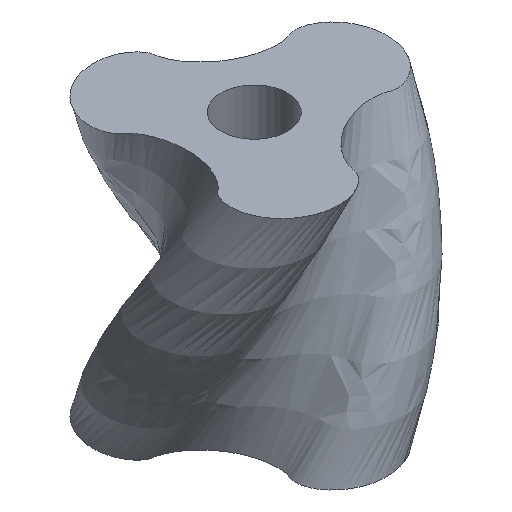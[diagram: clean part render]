
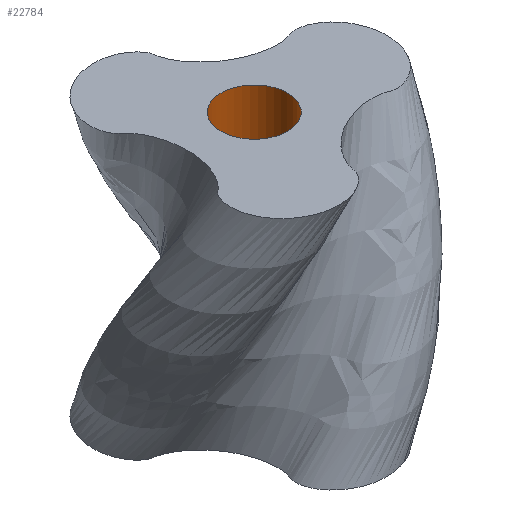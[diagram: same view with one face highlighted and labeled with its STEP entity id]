
A CAD part, isometric view. The second image highlights one B-rep face of the part: STEP entity #22784.
In plain terms, the highlighted cylindrical face has radius 2 mm (diameter 4 mm), a full revolution.
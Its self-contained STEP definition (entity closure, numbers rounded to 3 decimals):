
#16533 = PLANE('',#16534);
#16534 = AXIS2_PLACEMENT_3D('',#16535,#16536,#16537);
#16535 = CARTESIAN_POINT('',(0.,0.,15.)
  );
#16536 = DIRECTION('',(0.,0.,1.));
#16537 = DIRECTION('',(1.,0.,-0.));
#20656 = PLANE('',#20657);
#20657 = AXIS2_PLACEMENT_3D('',#20658,#20659,#20660);
#20658 = CARTESIAN_POINT('',(0.,0.,
    0.));
#20659 = DIRECTION('',(0.,0.,1.));
#20660 = DIRECTION('',(1.,0.,-0.));
#22722 = EDGE_CURVE('',#22723,#22723,#22725,.T.);
#22723 = VERTEX_POINT('',#22724);
#22724 = CARTESIAN_POINT('',(2.,0.,0.));
#22725 = SURFACE_CURVE('',#22726,(#22731,#22738),.PCURVE_S1.);
#22726 = CIRCLE('',#22727,2.);
#22727 = AXIS2_PLACEMENT_3D('',#22728,#22729,#22730);
#22728 = CARTESIAN_POINT('',(0.,0.,
    0.));
#22729 = DIRECTION('',(0.,0.,1.));
#22730 = DIRECTION('',(1.,0.,-0.));
#22731 = PCURVE('',#20656,#22732);
#22732 = DEFINITIONAL_REPRESENTATION('',(#22733),#22737);
#22733 = CIRCLE('',#22734,2.);
#22734 = AXIS2_PLACEMENT_2D('',#22735,#22736);
#22735 = CARTESIAN_POINT('',(0.,0.));
#22736 = DIRECTION('',(1.,0.));
#22737 = ( GEOMETRIC_REPRESENTATION_CONTEXT(2) 
PARAMETRIC_REPRESENTATION_CONTEXT() REPRESENTATION_CONTEXT('2D SPACE',''
  ) );
#22738 = PCURVE('',#22739,#22744);
#22739 = CYLINDRICAL_SURFACE('',#22740,2.);
#22740 = AXIS2_PLACEMENT_3D('',#22741,#22742,#22743);
#22741 = CARTESIAN_POINT('',(0.,0.,-1.571));
#22742 = DIRECTION('',(-0.,-0.,-1.));
#22743 = DIRECTION('',(1.,0.,0.));
#22744 = DEFINITIONAL_REPRESENTATION('',(#22745),#22749);
#22745 = LINE('',#22746,#22747);
#22746 = CARTESIAN_POINT('',(-0.,-1.571));
#22747 = VECTOR('',#22748,1.);
#22748 = DIRECTION('',(-1.,-0.));
#22749 = ( GEOMETRIC_REPRESENTATION_CONTEXT(2) 
PARAMETRIC_REPRESENTATION_CONTEXT() REPRESENTATION_CONTEXT('2D SPACE',''
  ) );
#22757 = EDGE_CURVE('',#22758,#22758,#22760,.T.);
#22758 = VERTEX_POINT('',#22759);
#22759 = CARTESIAN_POINT('',(2.,0.,15.));
#22760 = SURFACE_CURVE('',#22761,(#22766,#22777),.PCURVE_S1.);
#22761 = CIRCLE('',#22762,2.);
#22762 = AXIS2_PLACEMENT_3D('',#22763,#22764,#22765);
#22763 = CARTESIAN_POINT('',(0.,0.,15.));
#22764 = DIRECTION('',(0.,0.,-1.));
#22765 = DIRECTION('',(1.,0.,0.));
#22766 = PCURVE('',#16533,#22767);
#22767 = DEFINITIONAL_REPRESENTATION('',(#22768),#22776);
#22768 = ( BOUNDED_CURVE() B_SPLINE_CURVE(2,(#22769,#22770,#22771,#22772
    ,#22773,#22774,#22775),.UNSPECIFIED.,.T.,.F.) 
B_SPLINE_CURVE_WITH_KNOTS((1,2,2,2,2,1),(-2.094,0.,
    2.094,4.189,6.283,8.378),
.UNSPECIFIED.) CURVE() GEOMETRIC_REPRESENTATION_ITEM() 
RATIONAL_B_SPLINE_CURVE((1.,0.5,1.,0.5,1.,0.5,1.)) REPRESENTATION_ITEM(
  '') );
#22769 = CARTESIAN_POINT('',(2.,0.));
#22770 = CARTESIAN_POINT('',(2.,-3.464));
#22771 = CARTESIAN_POINT('',(-1.,-1.732));
#22772 = CARTESIAN_POINT('',(-4.,0.));
#22773 = CARTESIAN_POINT('',(-1.,1.732));
#22774 = CARTESIAN_POINT('',(2.,3.464));
#22775 = CARTESIAN_POINT('',(2.,0.));
#22776 = ( GEOMETRIC_REPRESENTATION_CONTEXT(2) 
PARAMETRIC_REPRESENTATION_CONTEXT() REPRESENTATION_CONTEXT('2D SPACE',''
  ) );
#22777 = PCURVE('',#22739,#22778);
#22778 = DEFINITIONAL_REPRESENTATION('',(#22779),#22783);
#22779 = LINE('',#22780,#22781);
#22780 = CARTESIAN_POINT('',(-6.283,-16.571));
#22781 = VECTOR('',#22782,1.);
#22782 = DIRECTION('',(1.,-0.));
#22783 = ( GEOMETRIC_REPRESENTATION_CONTEXT(2) 
PARAMETRIC_REPRESENTATION_CONTEXT() REPRESENTATION_CONTEXT('2D SPACE',''
  ) );
#22784 = ADVANCED_FACE('',(#22785),#22739,.F.);
#22785 = FACE_BOUND('',#22786,.T.);
#22786 = EDGE_LOOP('',(#22787,#22788,#22809,#22810));
#22787 = ORIENTED_EDGE('',*,*,#22722,.F.);
#22788 = ORIENTED_EDGE('',*,*,#22789,.T.);
#22789 = EDGE_CURVE('',#22723,#22758,#22790,.T.);
#22790 = SEAM_CURVE('',#22791,(#22795,#22802),.PCURVE_S1.);
#22791 = LINE('',#22792,#22793);
#22792 = CARTESIAN_POINT('',(2.,0.,-1.571));
#22793 = VECTOR('',#22794,1.);
#22794 = DIRECTION('',(0.,0.,1.));
#22795 = PCURVE('',#22739,#22796);
#22796 = DEFINITIONAL_REPRESENTATION('',(#22797),#22801);
#22797 = LINE('',#22798,#22799);
#22798 = CARTESIAN_POINT('',(-0.,0.));
#22799 = VECTOR('',#22800,1.);
#22800 = DIRECTION('',(-0.,-1.));
#22801 = ( GEOMETRIC_REPRESENTATION_CONTEXT(2) 
PARAMETRIC_REPRESENTATION_CONTEXT() REPRESENTATION_CONTEXT('2D SPACE',''
  ) );
#22802 = PCURVE('',#22739,#22803);
#22803 = DEFINITIONAL_REPRESENTATION('',(#22804),#22808);
#22804 = LINE('',#22805,#22806);
#22805 = CARTESIAN_POINT('',(-6.283,0.));
#22806 = VECTOR('',#22807,1.);
#22807 = DIRECTION('',(-0.,-1.));
#22808 = ( GEOMETRIC_REPRESENTATION_CONTEXT(2) 
PARAMETRIC_REPRESENTATION_CONTEXT() REPRESENTATION_CONTEXT('2D SPACE',''
  ) );
#22809 = ORIENTED_EDGE('',*,*,#22757,.F.);
#22810 = ORIENTED_EDGE('',*,*,#22789,.F.);
